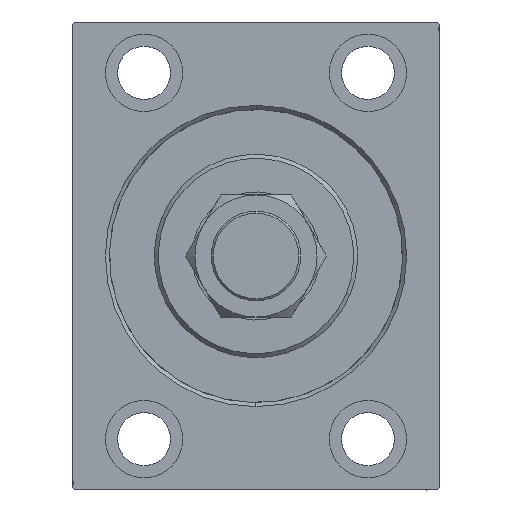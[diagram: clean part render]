
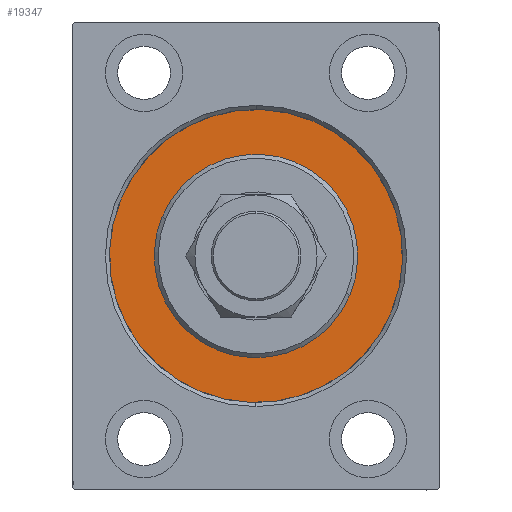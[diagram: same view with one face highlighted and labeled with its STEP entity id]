
A CAD part, left-side view. The second image highlights one B-rep face of the part: STEP entity #19347.
In plain terms, the highlighted face is planar.
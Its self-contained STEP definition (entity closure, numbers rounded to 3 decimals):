
#507 = ORIENTED_EDGE ( 'NONE', *, *, #41092, .F. ) ;
#1839 = DIRECTION ( 'NONE',  ( 0., 0., -1. ) ) ;
#3074 = AXIS2_PLACEMENT_3D ( 'NONE', #21002, #14330, #28809 ) ;
#3636 = EDGE_LOOP ( 'NONE', ( #507, #6538 ) ) ;
#4056 = CARTESIAN_POINT ( 'NONE',  ( 0., 0., 0. ) ) ;
#4600 = VERTEX_POINT ( 'NONE', #27541 ) ;
#5349 = CIRCLE ( 'NONE', #24397, 25. ) ;
#6538 = ORIENTED_EDGE ( 'NONE', *, *, #12934, .F. ) ;
#6632 = DIRECTION ( 'NONE',  ( 0., 0., 1. ) ) ;
#6834 = FACE_OUTER_BOUND ( 'NONE', #23753, .T. ) ;
#10418 = CARTESIAN_POINT ( 'NONE',  ( 0., 0., 36. ) ) ;
#10786 = CIRCLE ( 'NONE', #16668, 36. ) ;
#10888 = AXIS2_PLACEMENT_3D ( 'NONE', #27775, #41772, #25233 ) ;
#11303 = CARTESIAN_POINT ( 'NONE',  ( 0., 0., 25. ) ) ;
#11540 = EDGE_CURVE ( 'NONE', #26965, #38147, #18507, .T. ) ;
#12934 = EDGE_CURVE ( 'NONE', #4600, #27767, #5349, .T. ) ;
#14330 = DIRECTION ( 'NONE',  ( -1., 0., 0. ) ) ;
#15954 = CARTESIAN_POINT ( 'NONE',  ( 0., 0., -36. ) ) ;
#16668 = AXIS2_PLACEMENT_3D ( 'NONE', #27124, #30345, #6632 ) ;
#17240 = AXIS2_PLACEMENT_3D ( 'NONE', #4056, #38549, #18104 ) ;
#18104 = DIRECTION ( 'NONE',  ( 0., 0., 1. ) ) ;
#18507 = CIRCLE ( 'NONE', #3074, 36. ) ;
#19347 = ADVANCED_FACE ( 'NONE', ( #42454, #6834 ), #20874, .F. ) ;
#20874 = PLANE ( 'NONE',  #17240 ) ;
#21002 = CARTESIAN_POINT ( 'NONE',  ( 0., 0., 0. ) ) ;
#21895 = CIRCLE ( 'NONE', #10888, 25. ) ;
#22221 = ORIENTED_EDGE ( 'NONE', *, *, #37370, .F. ) ;
#23731 = ORIENTED_EDGE ( 'NONE', *, *, #11540, .F. ) ;
#23753 = EDGE_LOOP ( 'NONE', ( #22221, #23731 ) ) ;
#24397 = AXIS2_PLACEMENT_3D ( 'NONE', #40459, #33347, #1839 ) ;
#25233 = DIRECTION ( 'NONE',  ( 0., 0., -1. ) ) ;
#26965 = VERTEX_POINT ( 'NONE', #10418 ) ;
#27124 = CARTESIAN_POINT ( 'NONE',  ( 0., 0., 0. ) ) ;
#27541 = CARTESIAN_POINT ( 'NONE',  ( 0., 0., -25. ) ) ;
#27767 = VERTEX_POINT ( 'NONE', #11303 ) ;
#27775 = CARTESIAN_POINT ( 'NONE',  ( 0., 0., 0. ) ) ;
#28809 = DIRECTION ( 'NONE',  ( 0., 0., 1. ) ) ;
#30345 = DIRECTION ( 'NONE',  ( -1., 0., 0. ) ) ;
#33347 = DIRECTION ( 'NONE',  ( 1., 0., 0. ) ) ;
#37370 = EDGE_CURVE ( 'NONE', #38147, #26965, #10786, .T. ) ;
#38147 = VERTEX_POINT ( 'NONE', #15954 ) ;
#38549 = DIRECTION ( 'NONE',  ( -1., 0., 0. ) ) ;
#40459 = CARTESIAN_POINT ( 'NONE',  ( 0., 0., 0. ) ) ;
#41092 = EDGE_CURVE ( 'NONE', #27767, #4600, #21895, .T. ) ;
#41772 = DIRECTION ( 'NONE',  ( 1., 0., 0. ) ) ;
#42454 = FACE_BOUND ( 'NONE', #3636, .T. ) ;
